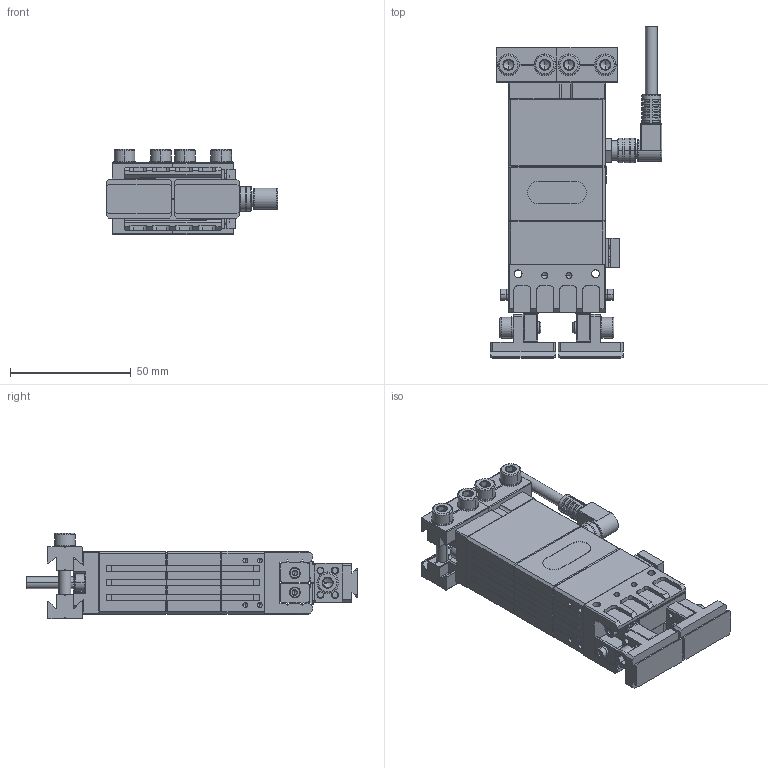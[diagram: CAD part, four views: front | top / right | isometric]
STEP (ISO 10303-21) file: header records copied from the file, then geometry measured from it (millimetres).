
FILE_DESCRIPTION((''),'2;1');
FILE_NAME('3804251554_FGA_EGP40_KIT_ASM','2019-10-10T14:04:18',('U004522'),('SCHUNK GmbH & Co. KG'),'CREO PARAMETRIC BY PTC INC, 2018190','CREO PARAMETRIC BY PTC INC, 2018190','');
FILE_SCHEMA(('CONFIG_CONTROL_DESIGN','SHAPE_APPEARANCE_LAYERS_GROUPS'));
Products named in the file (26): 55211_EGP_40_GEH; 5521117_EGP_40_ADG; 9957779_PLATINE_MIT_STECKER_M8; 9957798_KFO_EGP40; DEI4762_M002_5X020_12_9; 5521119_EGP_40_FIN; 9962713_MPGPLUS_40_HAL; 9965221_SCHEIBE_D4_5; DEI4762_M002_5X006_12_9; 9957795_STO_300F11; ALT_9700901_NHA; 0310940_EGP_40_ASM; 1399517_AGS_1-63-30-16-00-APG_1; AGS_WASHER_SIS-4; DEI4762_M004X012_12_9; 1399517_AGS_1-63-30-16-00-APG_ASM; 1333631_AGS_1-25-50-42-00-PPV_1; 1333631_AGS_1-25-50-42-00-PPV_2; AGS_WASHER_SIS-5; DEI4762_M005X030_12_9; 1333631_AGS_1-25-50-42-00-PPV_ASM; 1334684_AGS_1-63-22-16-00-HSP_1; DEI4762_M005X012_12_9; 1334684_AGS_1-63-22-16-00-HSP_ASM; 0307765_N01_KA_BW08_KB_GERADE; 3804251554_FGA_EGP40_KIT_ASM
Assembly tree (50 placements, depth 3):
  3804251554_FGA_EGP40_KIT_ASM
    0310940_EGP_40_ASM
      55211_EGP_40_GEH
      5521117_EGP_40_ADG
      9957779_PLATINE_MIT_STECKER_M8
      9957798_KFO_EGP40
      DEI4762_M002_5X020_12_9  x4
      5521119_EGP_40_FIN  x2
      9962713_MPGPLUS_40_HAL  x4
      9965221_SCHEIBE_D4_5  x4
      DEI4762_M002_5X006_12_9  x8
      9957795_STO_300F11
      ALT_9700901_NHA  x2
    1399517_AGS_1-63-30-16-00-APG_ASM
      1399517_AGS_1-63-30-16-00-APG_1
      AGS_WASHER_SIS-4  x2
      DEI4762_M004X012_12_9  x2
    1333631_AGS_1-25-50-42-00-PPV_ASM  x2
      1333631_AGS_1-25-50-42-00-PPV_1
      1333631_AGS_1-25-50-42-00-PPV_2
      AGS_WASHER_SIS-5
      DEI4762_M005X030_12_9
    1334684_AGS_1-63-22-16-00-HSP_ASM  x2
      1334684_AGS_1-63-22-16-00-HSP_1
      AGS_WASHER_SIS-5
      DEI4762_M005X012_12_9
    0307765_N01_KA_BW08_KB_GERADE
Bounding box: 70.8 x 137.22 x 35.2 mm (x, y, z)
Volume: 120400.5 mm3; surface area: 53786.2 mm2
Topology: 54 solids, 54 shells, 2664 faces, 6956 edges, 4452 vertices
Faces by surface type: plane 1674, cylinder 550, cone 282, torus 138, sphere 12, bspline 8
Entity records: 73962 total; most frequent: CARTESIAN_POINT 11244, ORIENTED_EDGE 9770, DIRECTION 9654, EDGE_CURVE 4885, PRESENTATION_STYLE_ASSIGNMENT 4785, STYLED_ITEM 4735, CURVE_STYLE 4617, VECTOR 3734
